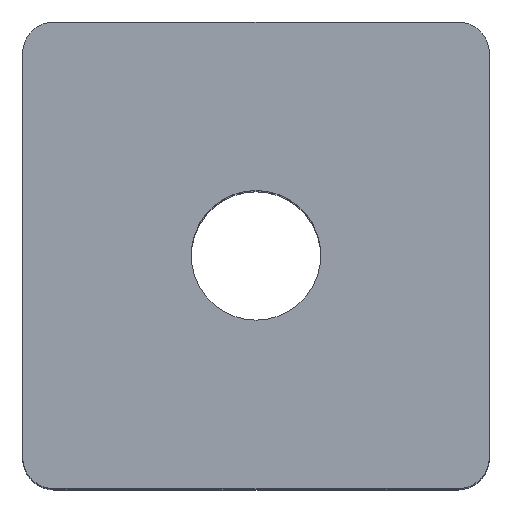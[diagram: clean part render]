
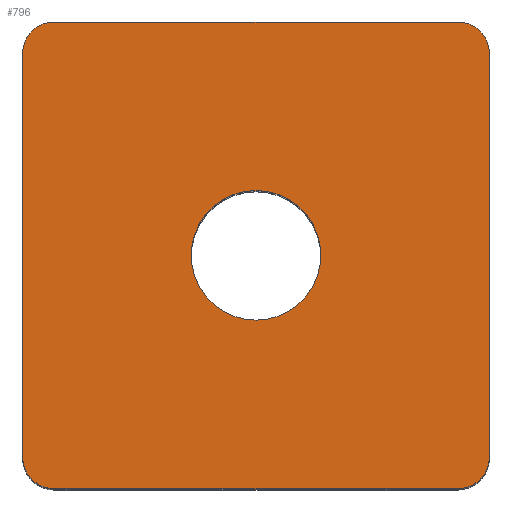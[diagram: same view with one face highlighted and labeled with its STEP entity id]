
A CAD part, top view. The second image highlights one B-rep face of the part: STEP entity #796.
In plain terms, the highlighted face is planar.
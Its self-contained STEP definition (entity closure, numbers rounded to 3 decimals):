
#796=ADVANCED_FACE('',(#869,#870),#871,.T.);
#869=FACE_BOUND('',#963,.T.);
#870=FACE_OUTER_BOUND('',#964,.T.);
#871=PLANE('',#965);
#963=EDGE_LOOP('',(#1137));
#964=EDGE_LOOP('',(#1138,#1139,#1140,#1141,#1142,#1143,#1144,#1145));
#965=AXIS2_PLACEMENT_3D('',#1146,#1147,#1148);
#1137=ORIENTED_EDGE('',*,*,#1300,.F.);
#1138=ORIENTED_EDGE('',*,*,#1309,.T.);
#1139=ORIENTED_EDGE('',*,*,#1310,.F.);
#1140=ORIENTED_EDGE('',*,*,#1311,.T.);
#1141=ORIENTED_EDGE('',*,*,#1312,.F.);
#1142=ORIENTED_EDGE('',*,*,#1313,.T.);
#1143=ORIENTED_EDGE('',*,*,#1314,.F.);
#1144=ORIENTED_EDGE('',*,*,#1315,.T.);
#1145=ORIENTED_EDGE('',*,*,#1316,.F.);
#1146=CARTESIAN_POINT('',(0.0,0.0,0.0));
#1147=DIRECTION('',(0.0,0.0,-1.0));
#1148=DIRECTION('',(-1.0,0.0,0.0));
#1300=EDGE_CURVE('',#1404,#1404,#1405,.T.);
#1309=EDGE_CURVE('',#1421,#1422,#1423,.T.);
#1310=EDGE_CURVE('',#1424,#1422,#1425,.T.);
#1311=EDGE_CURVE('',#1424,#1426,#1427,.T.);
#1312=EDGE_CURVE('',#1428,#1426,#1429,.T.);
#1313=EDGE_CURVE('',#1428,#1430,#1431,.T.);
#1314=EDGE_CURVE('',#1432,#1430,#1433,.T.);
#1315=EDGE_CURVE('',#1432,#1434,#1435,.T.);
#1316=EDGE_CURVE('',#1421,#1434,#1436,.T.);
#1404=VERTEX_POINT('',#1632);
#1405=CIRCLE('',#1633,6.25);
#1421=VERTEX_POINT('',#1652);
#1422=VERTEX_POINT('',#1653);
#1423=CIRCLE('',#1654,3.0);
#1424=VERTEX_POINT('',#1655);
#1425=LINE('',#1656,#1657);
#1426=VERTEX_POINT('',#1658);
#1427=CIRCLE('',#1659,3.0);
#1428=VERTEX_POINT('',#1660);
#1429=LINE('',#1661,#1662);
#1430=VERTEX_POINT('',#1663);
#1431=CIRCLE('',#1664,3.0);
#1432=VERTEX_POINT('',#1665);
#1433=LINE('',#1666,#1667);
#1434=VERTEX_POINT('',#1668);
#1435=CIRCLE('',#1669,3.0);
#1436=LINE('',#1670,#1671);
#1632=CARTESIAN_POINT('',(6.25,0.0,0.0));
#1633=AXIS2_PLACEMENT_3D('',#1770,#1771,#1772);
#1652=CARTESIAN_POINT('',(22.5,-19.5,0.0));
#1653=CARTESIAN_POINT('',(19.5,-22.5,0.0));
#1654=AXIS2_PLACEMENT_3D('',#1791,#1792,#1793);
#1655=CARTESIAN_POINT('',(-19.5,-22.5,0.0));
#1656=CARTESIAN_POINT('',(0.0,-22.5,0.0));
#1657=VECTOR('',#1794,1.0);
#1658=CARTESIAN_POINT('',(-22.5,-19.5,0.0));
#1659=AXIS2_PLACEMENT_3D('',#1795,#1796,#1797);
#1660=CARTESIAN_POINT('',(-22.5,19.5,0.0));
#1661=CARTESIAN_POINT('',(-22.5,0.0,0.0));
#1662=VECTOR('',#1798,1.0);
#1663=CARTESIAN_POINT('',(-19.5,22.5,0.0));
#1664=AXIS2_PLACEMENT_3D('',#1799,#1800,#1801);
#1665=CARTESIAN_POINT('',(19.5,22.5,0.0));
#1666=CARTESIAN_POINT('',(0.0,22.5,0.0));
#1667=VECTOR('',#1802,1.0);
#1668=CARTESIAN_POINT('',(22.5,19.5,0.0));
#1669=AXIS2_PLACEMENT_3D('',#1803,#1804,#1805);
#1670=CARTESIAN_POINT('',(22.5,0.0,0.0));
#1671=VECTOR('',#1806,1.0);
#1770=CARTESIAN_POINT('',(0.0,0.0,0.0));
#1771=DIRECTION('',(0.0,0.0,-1.0));
#1772=DIRECTION('',(1.0,0.0,0.0));
#1791=CARTESIAN_POINT('',(19.5,-19.5,0.0));
#1792=DIRECTION('',(0.0,0.0,-1.0));
#1793=DIRECTION('',(-1.0,0.0,0.0));
#1794=DIRECTION('',(1.0,0.0,0.0));
#1795=CARTESIAN_POINT('',(-19.5,-19.5,0.0));
#1796=DIRECTION('',(0.0,0.0,-1.0));
#1797=DIRECTION('',(-1.0,0.0,0.0));
#1798=DIRECTION('',(0.0,-1.0,0.0));
#1799=CARTESIAN_POINT('',(-19.5,19.5,0.0));
#1800=DIRECTION('',(0.0,0.0,-1.0));
#1801=DIRECTION('',(-1.0,0.0,0.0));
#1802=DIRECTION('',(-1.0,0.0,0.0));
#1803=CARTESIAN_POINT('',(19.5,19.5,0.0));
#1804=DIRECTION('',(0.0,0.0,-1.0));
#1805=DIRECTION('',(-1.0,0.0,0.0));
#1806=DIRECTION('',(0.0,1.0,0.0));
